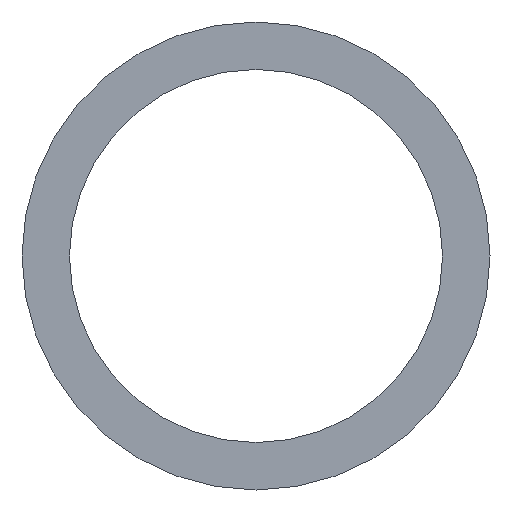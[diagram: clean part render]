
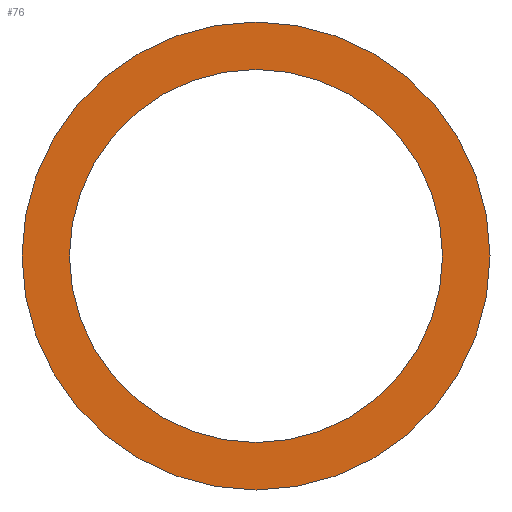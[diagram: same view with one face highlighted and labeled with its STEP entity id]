
A CAD part, left-side view. The second image highlights one B-rep face of the part: STEP entity #76.
In plain terms, the highlighted planar face has unit normal (-1, 0, 0).
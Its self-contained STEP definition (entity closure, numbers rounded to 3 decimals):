
#72 = VERTEX_POINT( '', #184 );
#76 = ADVANCED_FACE( '', ( #188, #189 ), #190, .T. );
#82 = EDGE_CURVE( '', #72, #134, #196, .T. );
#94 = EDGE_CURVE( '', #144, #124, #209, .T. );
#124 = VERTEX_POINT( '', #242 );
#134 = VERTEX_POINT( '', #252 );
#144 = VERTEX_POINT( '', #263 );
#160 = EDGE_CURVE( '', #134, #72, #286, .T. );
#162 = EDGE_CURVE( '', #124, #144, #288, .T. );
#184 = CARTESIAN_POINT( '', ( -92., 84.5, 0. ) );
#188 = FACE_BOUND( '', #305, .T. );
#189 = FACE_OUTER_BOUND( '', #306, .T. );
#190 = PLANE( '', #307 );
#196 = CIRCLE( '', #315, 84.5 );
#209 = CIRCLE( '', #332, 106. );
#242 = CARTESIAN_POINT( '', ( -92., -106., 0. ) );
#252 = CARTESIAN_POINT( '', ( -92., -84.5, 0. ) );
#263 = CARTESIAN_POINT( '', ( -92., 106., 0. ) );
#286 = CIRCLE( '', #428, 84.5 );
#288 = CIRCLE( '', #431, 106. );
#305 = EDGE_LOOP( '', ( #443, #444 ) );
#306 = EDGE_LOOP( '', ( #445, #446 ) );
#307 = AXIS2_PLACEMENT_3D( '', #447, #448, #449 );
#315 = AXIS2_PLACEMENT_3D( '', #453, #454, #455 );
#332 = AXIS2_PLACEMENT_3D( '', #473, #474, #475 );
#428 = AXIS2_PLACEMENT_3D( '', #571, #572, #573 );
#431 = AXIS2_PLACEMENT_3D( '', #574, #575, #576 );
#443 = ORIENTED_EDGE( '', *, *, #82, .F. );
#444 = ORIENTED_EDGE( '', *, *, #160, .F. );
#445 = ORIENTED_EDGE( '', *, *, #94, .T. );
#446 = ORIENTED_EDGE( '', *, *, #162, .T. );
#447 = CARTESIAN_POINT( '', ( -92., 95.25, 0. ) );
#448 = DIRECTION( '', ( -1., 0., 0. ) );
#449 = DIRECTION( '', ( 0., 1., 0. ) );
#453 = CARTESIAN_POINT( '', ( -92., 0., 0. ) );
#454 = DIRECTION( '', ( -1., 0., 0. ) );
#455 = DIRECTION( '', ( 0., 1., 0. ) );
#473 = CARTESIAN_POINT( '', ( -92., 0., 0. ) );
#474 = DIRECTION( '', ( -1., 0., 0. ) );
#475 = DIRECTION( '', ( 0., 1., 0. ) );
#571 = CARTESIAN_POINT( '', ( -92., 0., 0. ) );
#572 = DIRECTION( '', ( -1., 0., 0. ) );
#573 = DIRECTION( '', ( 0., 1., 0. ) );
#574 = CARTESIAN_POINT( '', ( -92., 0., 0. ) );
#575 = DIRECTION( '', ( -1., 0., 0. ) );
#576 = DIRECTION( '', ( 0., 1., 0. ) );
